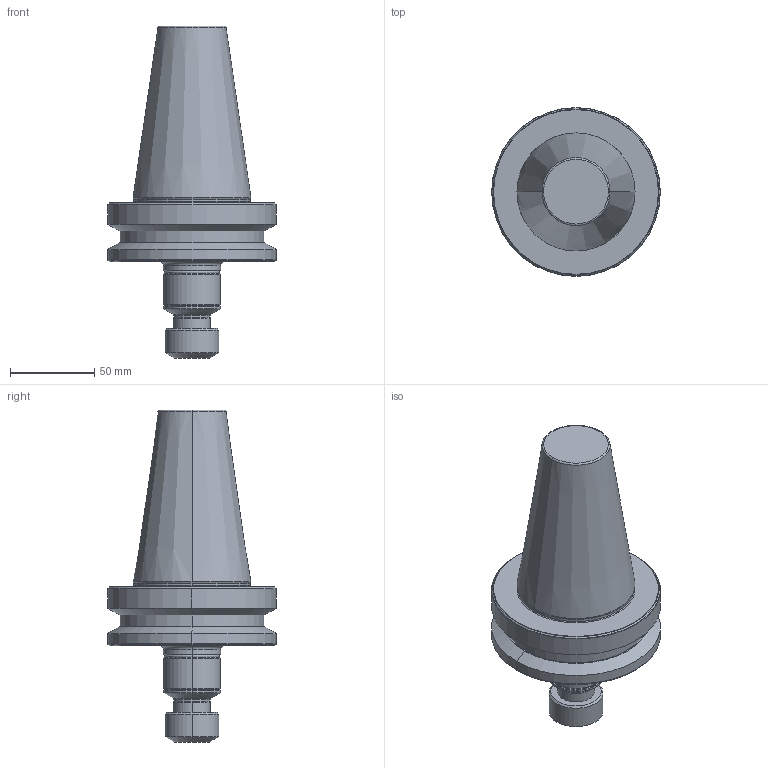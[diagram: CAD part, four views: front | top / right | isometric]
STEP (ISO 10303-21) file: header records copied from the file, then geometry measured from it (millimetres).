
FILE_DESCRIPTION (( 'STEP AP203' ), '1' );
FILE_NAME ('BT50 ER 16 095 AD+B MLC.STEP', '2019-05-25T04:57:51', ( '' ), ( '' ), 'SwSTEP 2.0', 'SolidWorks 2014', '' );
FILE_SCHEMA (( 'CONFIG_CONTROL_DESIGN' ));
Length unit declared in the file: millimetre
Products named in the file (1): BT50 ER 16 095 AD+B MLC
Bounding box: 100 x 100 x 196.8 mm (x, y, z)
Volume: 553434 mm3; surface area: 50813.8 mm2
Topology: 1 solids, 1 shells, 81 faces, 160 edges, 90 vertices
Faces by surface type: cone 28, cylinder 22, torus 20, plane 11
Entity records: 2161 total; most frequent: DIRECTION 434, CARTESIAN_POINT 332, ORIENTED_EDGE 320, AXIS2_PLACEMENT_3D 192, EDGE_CURVE 160, CIRCLE 110, EDGE_LOOP 90, VERTEX_POINT 90
